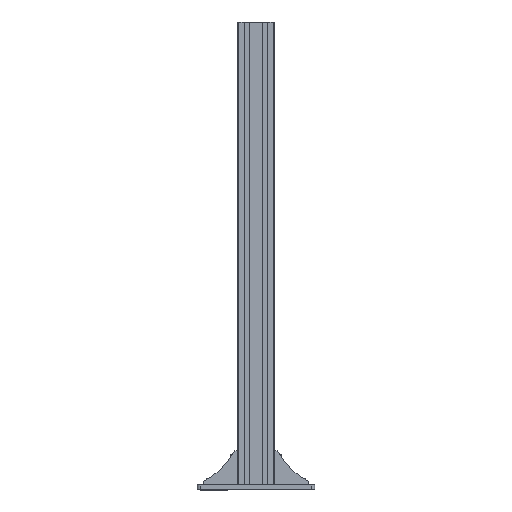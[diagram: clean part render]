
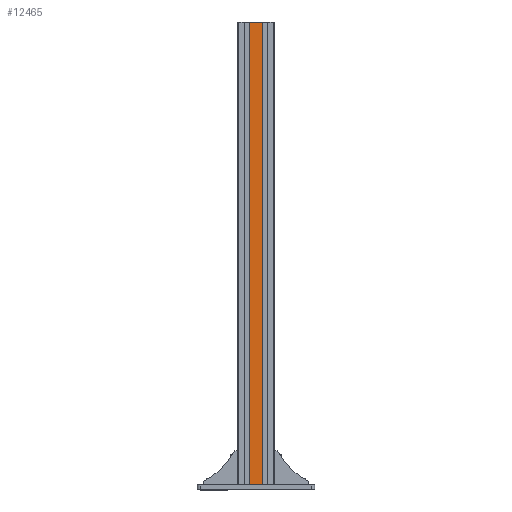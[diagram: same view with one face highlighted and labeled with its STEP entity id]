
A CAD part, top view. The second image highlights one B-rep face of the part: STEP entity #12465.
In plain terms, the highlighted planar face has unit normal (0, 0, 1).
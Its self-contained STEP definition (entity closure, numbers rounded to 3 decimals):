
#596 = VECTOR ( 'NONE', #22579, 1000. ) ;
#989 = FACE_OUTER_BOUND ( 'NONE', #19033, .T. ) ;
#1527 = EDGE_CURVE ( 'NONE', #8395, #24548, #14459, .T. ) ;
#2710 = PLANE ( 'NONE',  #4727 ) ;
#2862 = ORIENTED_EDGE ( 'NONE', *, *, #8754, .T. ) ;
#2921 = EDGE_CURVE ( 'NONE', #4921, #24548, #4634, .T. ) ;
#4634 = LINE ( 'NONE', #17955, #12033 ) ;
#4727 = AXIS2_PLACEMENT_3D ( 'NONE', #6955, #18294, #7542 ) ;
#4921 = VERTEX_POINT ( 'NONE', #19377 ) ;
#6877 = CARTESIAN_POINT ( 'NONE',  ( 11., 0., 30. ) ) ;
#6955 = CARTESIAN_POINT ( 'NONE',  ( 0., 750., 30. ) ) ;
#7542 = DIRECTION ( 'NONE',  ( -1., 0., 0. ) ) ;
#8395 = VERTEX_POINT ( 'NONE', #14399 ) ;
#8754 = EDGE_CURVE ( 'NONE', #9132, #4921, #13904, .T. ) ;
#9132 = VERTEX_POINT ( 'NONE', #23386 ) ;
#9916 = DIRECTION ( 'NONE',  ( 0., -1., 0. ) ) ;
#11116 = VECTOR ( 'NONE', #9916, 1000. ) ;
#11921 = ORIENTED_EDGE ( 'NONE', *, *, #27039, .F. ) ;
#12033 = VECTOR ( 'NONE', #26660, 1000. ) ;
#12465 = ADVANCED_FACE ( 'NONE', ( #989 ), #2710, .F. ) ;
#13904 = LINE ( 'NONE', #22832, #596 ) ;
#14399 = CARTESIAN_POINT ( 'NONE',  ( 11., 750., 30. ) ) ;
#14459 = LINE ( 'NONE', #26966, #11116 ) ;
#15656 = ORIENTED_EDGE ( 'NONE', *, *, #2921, .T. ) ;
#17955 = CARTESIAN_POINT ( 'NONE',  ( 0., 0., 30. ) ) ;
#18294 = DIRECTION ( 'NONE',  ( 0., 0., -1. ) ) ;
#18637 = VECTOR ( 'NONE', #21308, 1000. ) ;
#19033 = EDGE_LOOP ( 'NONE', ( #15656, #26391, #11921, #2862 ) ) ;
#19285 = LINE ( 'NONE', #23296, #18637 ) ;
#19377 = CARTESIAN_POINT ( 'NONE',  ( -11., 0., 30. ) ) ;
#21308 = DIRECTION ( 'NONE',  ( 1., 0., 0. ) ) ;
#22579 = DIRECTION ( 'NONE',  ( 0., -1., 0. ) ) ;
#22832 = CARTESIAN_POINT ( 'NONE',  ( -11., 750., 30. ) ) ;
#23296 = CARTESIAN_POINT ( 'NONE',  ( 0., 750., 30. ) ) ;
#23386 = CARTESIAN_POINT ( 'NONE',  ( -11., 750., 30. ) ) ;
#24548 = VERTEX_POINT ( 'NONE', #6877 ) ;
#26391 = ORIENTED_EDGE ( 'NONE', *, *, #1527, .F. ) ;
#26660 = DIRECTION ( 'NONE',  ( 1., 0., 0. ) ) ;
#26966 = CARTESIAN_POINT ( 'NONE',  ( 11., 750., 30. ) ) ;
#27039 = EDGE_CURVE ( 'NONE', #9132, #8395, #19285, .T. ) ;
